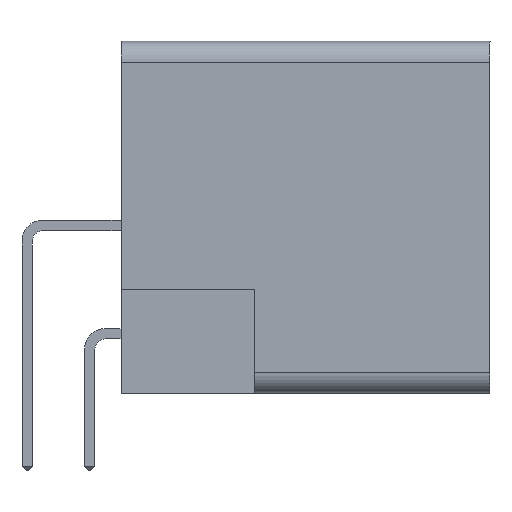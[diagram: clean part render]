
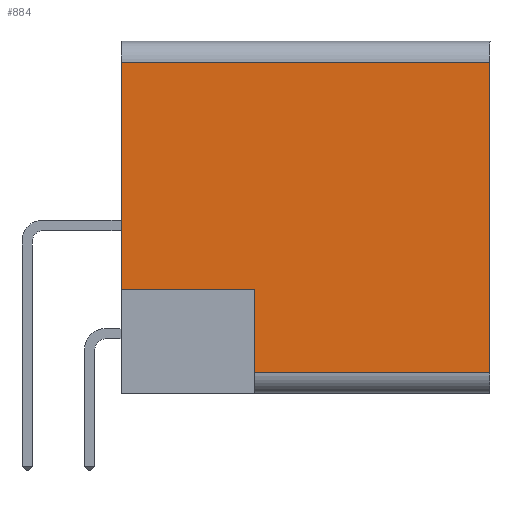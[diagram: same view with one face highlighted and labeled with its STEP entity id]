
A CAD part, left-side view. The second image highlights one B-rep face of the part: STEP entity #884.
In plain terms, the highlighted planar face has unit normal (-1, 0, 0).
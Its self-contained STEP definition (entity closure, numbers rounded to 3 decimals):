
#260 = VERTEX_POINT('',#261);
#261 = CARTESIAN_POINT('',(-3.3,-22.2,1.));
#268 = EDGE_CURVE('',#260,#269,#271,.T.);
#269 = VERTEX_POINT('',#270);
#270 = CARTESIAN_POINT('',(-3.3,-22.2,15.9));
#271 = LINE('',#272,#273);
#272 = CARTESIAN_POINT('',(-3.3,-22.2,0.));
#273 = VECTOR('',#274,1.);
#274 = DIRECTION('',(0.,0.,1.));
#839 = VERTEX_POINT('',#840);
#840 = CARTESIAN_POINT('',(-3.3,-4.5,15.9));
#847 = EDGE_CURVE('',#839,#269,#848,.T.);
#848 = LINE('',#849,#850);
#849 = CARTESIAN_POINT('',(-3.3,-4.5,15.9));
#850 = VECTOR('',#851,1.);
#851 = DIRECTION('',(0.,-1.,0.));
#884 = ADVANCED_FACE('',(#885),#919,.T.);
#885 = FACE_BOUND('',#886,.T.);
#886 = EDGE_LOOP('',(#887,#897,#903,#904,#905,#913));
#887 = ORIENTED_EDGE('',*,*,#888,.F.);
#888 = EDGE_CURVE('',#889,#891,#893,.T.);
#889 = VERTEX_POINT('',#890);
#890 = CARTESIAN_POINT('',(-3.3,-10.9,1.));
#891 = VERTEX_POINT('',#892);
#892 = CARTESIAN_POINT('',(-3.3,-10.9,5.));
#893 = LINE('',#894,#895);
#894 = CARTESIAN_POINT('',(-3.3,-10.9,0.));
#895 = VECTOR('',#896,1.);
#896 = DIRECTION('',(0.,0.,1.));
#897 = ORIENTED_EDGE('',*,*,#898,.T.);
#898 = EDGE_CURVE('',#889,#260,#899,.T.);
#899 = LINE('',#900,#901);
#900 = CARTESIAN_POINT('',(-3.3,-10.9,1.));
#901 = VECTOR('',#902,1.);
#902 = DIRECTION('',(0.,-1.,0.));
#903 = ORIENTED_EDGE('',*,*,#268,.T.);
#904 = ORIENTED_EDGE('',*,*,#847,.F.);
#905 = ORIENTED_EDGE('',*,*,#906,.F.);
#906 = EDGE_CURVE('',#907,#839,#909,.T.);
#907 = VERTEX_POINT('',#908);
#908 = CARTESIAN_POINT('',(-3.3,-4.5,5.));
#909 = LINE('',#910,#911);
#910 = CARTESIAN_POINT('',(-3.3,-4.5,0.));
#911 = VECTOR('',#912,1.);
#912 = DIRECTION('',(0.,0.,1.));
#913 = ORIENTED_EDGE('',*,*,#914,.F.);
#914 = EDGE_CURVE('',#891,#907,#915,.T.);
#915 = LINE('',#916,#917);
#916 = CARTESIAN_POINT('',(-3.3,-10.9,5.));
#917 = VECTOR('',#918,1.);
#918 = DIRECTION('',(0.,1.,0.));
#919 = PLANE('',#920);
#920 = AXIS2_PLACEMENT_3D('',#921,#922,#923);
#921 = CARTESIAN_POINT('',(-3.3,-4.5,0.));
#922 = DIRECTION('',(-1.,0.,0.));
#923 = DIRECTION('',(0.,0.,1.));
